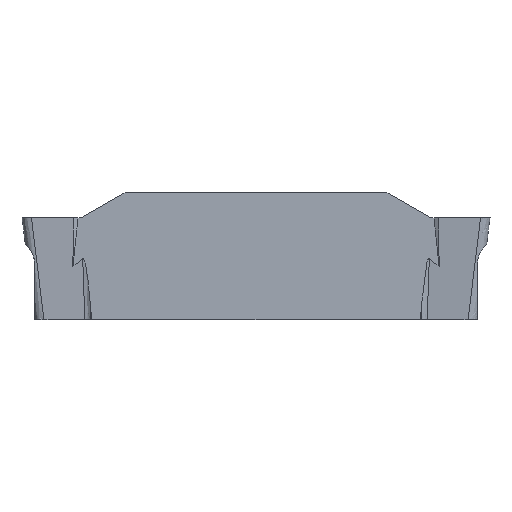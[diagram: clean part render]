
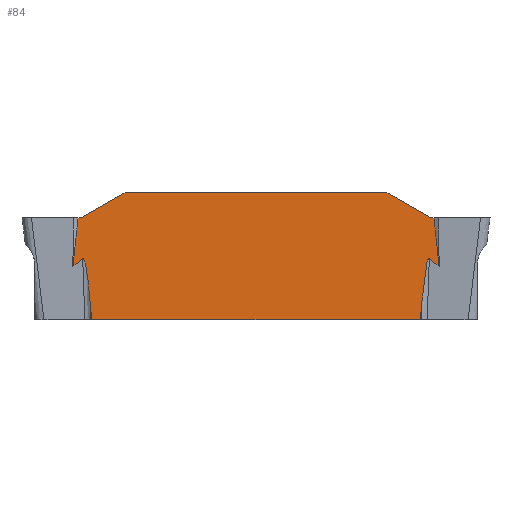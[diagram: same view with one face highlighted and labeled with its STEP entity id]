
A CAD part, left-side view. The second image highlights one B-rep face of the part: STEP entity #84.
In plain terms, the highlighted planar face has unit normal (-1, 0, 0).
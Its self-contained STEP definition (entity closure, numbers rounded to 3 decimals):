
#43=CIRCLE('',#749,0.25);
#44=CIRCLE('',#750,0.25);
#59=B_SPLINE_CURVE_WITH_KNOTS('',3,(#1152,#1153,#1154,#1155,#1156,#1157,
#1158,#1159,#1160,#1161,#1162,#1163,#1164,#1165,#1166,#1167,#1168,#1169,
#1170,#1171,#1172,#1173,#1174,#1175,#1176,#1177,#1178,#1179),
 .UNSPECIFIED.,.F.,.F.,(4,3,3,3,3,3,3,3,3,4),(0.,0.004,0.008,
0.011,0.016,0.024,0.052,
0.187,0.723,1.),.UNSPECIFIED.);
#60=B_SPLINE_CURVE_WITH_KNOTS('',3,(#1184,#1185,#1186,#1187,#1188,#1189,
#1190,#1191,#1192,#1193,#1194,#1195,#1196,#1197,#1198,#1199,#1200,#1201,
#1202,#1203,#1204,#1205,#1206,#1207,#1208,#1209,#1210,#1211,#1212,#1213,
#1214,#1215,#1216,#1217,#1218,#1219,#1220,#1221,#1222,#1223,#1224,#1225,
#1226),.UNSPECIFIED.,.F.,.F.,(4,3,3,3,3,3,3,3,3,3,3,3,3,3,4),(0.,0.314,
0.647,0.814,0.881,0.921,
0.945,0.961,0.975,0.982,
0.987,0.991,0.994,0.998,
1.),.UNSPECIFIED.);
#84=ADVANCED_FACE('SIDE_IB_1_SU5',(#144),#118,.F.);
#118=PLANE('',#751);
#144=FACE_OUTER_BOUND('',#180,.T.);
#180=EDGE_LOOP('',(#247,#248,#249,#250,#251,#252,#253,#254,#255,#256,#257,
#258,#259,#260,#261,#262));
#247=ORIENTED_EDGE('',*,*,#515,.T.);
#248=ORIENTED_EDGE('',*,*,#516,.T.);
#249=ORIENTED_EDGE('',*,*,#517,.T.);
#250=ORIENTED_EDGE('',*,*,#518,.T.);
#251=ORIENTED_EDGE('',*,*,#494,.F.);
#252=ORIENTED_EDGE('',*,*,#519,.T.);
#253=ORIENTED_EDGE('',*,*,#520,.T.);
#254=ORIENTED_EDGE('',*,*,#521,.T.);
#255=ORIENTED_EDGE('',*,*,#522,.T.);
#256=ORIENTED_EDGE('',*,*,#523,.F.);
#257=ORIENTED_EDGE('',*,*,#524,.F.);
#258=ORIENTED_EDGE('',*,*,#525,.F.);
#259=ORIENTED_EDGE('',*,*,#526,.F.);
#260=ORIENTED_EDGE('',*,*,#527,.F.);
#261=ORIENTED_EDGE('',*,*,#528,.F.);
#262=ORIENTED_EDGE('',*,*,#529,.F.);
#426=VERTEX_POINT('',#958);
#427=VERTEX_POINT('',#960);
#443=VERTEX_POINT('',#1148);
#444=VERTEX_POINT('',#1149);
#445=VERTEX_POINT('',#1151);
#446=VERTEX_POINT('',#1180);
#447=VERTEX_POINT('',#1183);
#448=VERTEX_POINT('',#1227);
#449=VERTEX_POINT('',#1229);
#450=VERTEX_POINT('',#1231);
#451=VERTEX_POINT('',#1233);
#452=VERTEX_POINT('',#1235);
#453=VERTEX_POINT('',#1237);
#454=VERTEX_POINT('',#1239);
#455=VERTEX_POINT('',#1241);
#456=VERTEX_POINT('',#1243);
#494=EDGE_CURVE('',#426,#427,#592,.T.);
#515=EDGE_CURVE('',#443,#444,#601,.T.);
#516=EDGE_CURVE('',#444,#445,#602,.T.);
#517=EDGE_CURVE('',#445,#446,#59,.T.);
#518=EDGE_CURVE('',#446,#427,#603,.T.);
#519=EDGE_CURVE('',#426,#447,#604,.T.);
#520=EDGE_CURVE('',#447,#448,#60,.T.);
#521=EDGE_CURVE('',#448,#449,#605,.T.);
#522=EDGE_CURVE('',#449,#450,#606,.T.);
#523=EDGE_CURVE('',#451,#450,#607,.T.);
#524=EDGE_CURVE('',#452,#451,#43,.T.);
#525=EDGE_CURVE('',#453,#452,#608,.T.);
#526=EDGE_CURVE('',#454,#453,#609,.T.);
#527=EDGE_CURVE('',#455,#454,#610,.T.);
#528=EDGE_CURVE('',#456,#455,#44,.T.);
#529=EDGE_CURVE('',#443,#456,#611,.T.);
#592=LINE('',#959,#650);
#601=LINE('',#1147,#659);
#602=LINE('',#1150,#660);
#603=LINE('',#1181,#661);
#604=LINE('',#1182,#662);
#605=LINE('',#1228,#663);
#606=LINE('',#1230,#664);
#607=LINE('',#1232,#665);
#608=LINE('',#1236,#666);
#609=LINE('',#1238,#667);
#610=LINE('',#1240,#668);
#611=LINE('',#1244,#669);
#650=VECTOR('',#789,1.);
#659=VECTOR('',#808,1.);
#660=VECTOR('',#809,1.);
#661=VECTOR('',#810,1.);
#662=VECTOR('',#811,1.);
#663=VECTOR('',#812,1.);
#664=VECTOR('',#813,1.);
#665=VECTOR('',#814,1.);
#666=VECTOR('',#817,1.);
#667=VECTOR('',#818,1.);
#668=VECTOR('',#819,1.);
#669=VECTOR('',#822,1.);
#749=AXIS2_PLACEMENT_3D('',#1234,#815,#816);
#750=AXIS2_PLACEMENT_3D('',#1242,#820,#821);
#751=AXIS2_PLACEMENT_3D('',#1245,#823,#824);
#789=DIRECTION('',(0.,1.,0.));
#808=DIRECTION('',(0.,0.104,-0.995));
#809=DIRECTION('',(0.,-0.769,0.64));
#810=DIRECTION('',(0.,-0.087,-0.996));
#811=DIRECTION('',(0.,-0.087,0.996));
#812=DIRECTION('',(0.,-0.769,-0.64));
#813=DIRECTION('',(0.,0.104,0.995));
#814=DIRECTION('',(0.,-1.,0.));
#815=DIRECTION('',(-1.,0.,0.));
#816=DIRECTION('',(0.,0.,-1.));
#817=DIRECTION('',(0.,-0.866,-0.5));
#818=DIRECTION('',(0.,-1.,0.));
#819=DIRECTION('',(0.,-0.866,0.5));
#820=DIRECTION('',(-1.,0.,0.));
#821=DIRECTION('',(0.,0.,-1.));
#822=DIRECTION('',(0.,-1.,0.));
#823=DIRECTION('',(1.,0.,0.));
#824=DIRECTION('',(0.,0.,-1.));
#958=CARTESIAN_POINT('',(-1.,-7.306,-4.54));
#959=CARTESIAN_POINT('',(-1.,0.,-4.54));
#960=CARTESIAN_POINT('',(-1.,7.306,-4.54));
#1147=CARTESIAN_POINT('',(-1.,7.831,0.821));
#1148=CARTESIAN_POINT('',(-1.,7.917,0.));
#1149=CARTESIAN_POINT('',(-1.,8.145,-2.176));
#1150=CARTESIAN_POINT('',(-1.,2.263,2.719));
#1151=CARTESIAN_POINT('',(-1.,7.705,-1.81));
#1152=CARTESIAN_POINT('',(-1.,7.705,-1.81));
#1153=CARTESIAN_POINT('',(-1.,7.703,-1.808));
#1154=CARTESIAN_POINT('',(-1.,7.701,-1.807));
#1155=CARTESIAN_POINT('',(-1.,7.698,-1.806));
#1156=CARTESIAN_POINT('',(-1.,7.696,-1.805));
#1157=CARTESIAN_POINT('',(-1.,7.693,-1.804));
#1158=CARTESIAN_POINT('',(-1.,7.691,-1.804));
#1159=CARTESIAN_POINT('',(-1.,7.689,-1.804));
#1160=CARTESIAN_POINT('',(-1.,7.686,-1.804));
#1161=CARTESIAN_POINT('',(-1.,7.684,-1.805));
#1162=CARTESIAN_POINT('',(-1.,7.681,-1.806));
#1163=CARTESIAN_POINT('',(-1.,7.678,-1.807));
#1164=CARTESIAN_POINT('',(-1.,7.676,-1.809));
#1165=CARTESIAN_POINT('',(-1.,7.672,-1.812));
#1166=CARTESIAN_POINT('',(-1.,7.668,-1.816));
#1167=CARTESIAN_POINT('',(-1.,7.664,-1.82));
#1168=CARTESIAN_POINT('',(-1.,7.653,-1.835));
#1169=CARTESIAN_POINT('',(-1.,7.645,-1.852));
#1170=CARTESIAN_POINT('',(-1.,7.638,-1.869));
#1171=CARTESIAN_POINT('',(-1.,7.605,-1.951));
#1172=CARTESIAN_POINT('',(-1.,7.588,-2.038));
#1173=CARTESIAN_POINT('',(-1.,7.57,-2.125));
#1174=CARTESIAN_POINT('',(-1.,7.502,-2.468));
#1175=CARTESIAN_POINT('',(-1.,7.466,-2.817));
#1176=CARTESIAN_POINT('',(-1.,7.43,-3.165));
#1177=CARTESIAN_POINT('',(-1.,7.411,-3.345));
#1178=CARTESIAN_POINT('',(-1.,7.394,-3.525));
#1179=CARTESIAN_POINT('',(-1.,7.379,-3.705));
#1180=CARTESIAN_POINT('',(-1.,7.379,-3.705));
#1181=CARTESIAN_POINT('',(-1.,7.644,-0.669));
#1182=CARTESIAN_POINT('',(-1.,-7.644,-0.669));
#1183=CARTESIAN_POINT('',(-1.,-7.379,-3.705));
#1184=CARTESIAN_POINT('',(-1.,-7.379,-3.705));
#1185=CARTESIAN_POINT('',(-1.,-7.396,-3.5));
#1186=CARTESIAN_POINT('',(-1.,-7.416,-3.296));
#1187=CARTESIAN_POINT('',(-1.,-7.437,-3.092));
#1188=CARTESIAN_POINT('',(-1.,-7.46,-2.876));
#1189=CARTESIAN_POINT('',(-1.,-7.485,-2.66));
#1190=CARTESIAN_POINT('',(-1.,-7.517,-2.445));
#1191=CARTESIAN_POINT('',(-1.,-7.532,-2.337));
#1192=CARTESIAN_POINT('',(-1.,-7.55,-2.229));
#1193=CARTESIAN_POINT('',(-1.,-7.571,-2.122));
#1194=CARTESIAN_POINT('',(-1.,-7.58,-2.079));
#1195=CARTESIAN_POINT('',(-1.,-7.589,-2.036));
#1196=CARTESIAN_POINT('',(-1.,-7.6,-1.993));
#1197=CARTESIAN_POINT('',(-1.,-7.606,-1.968));
#1198=CARTESIAN_POINT('',(-1.,-7.613,-1.942));
#1199=CARTESIAN_POINT('',(-1.,-7.621,-1.917));
#1200=CARTESIAN_POINT('',(-1.,-7.626,-1.902));
#1201=CARTESIAN_POINT('',(-1.,-7.631,-1.887));
#1202=CARTESIAN_POINT('',(-1.,-7.637,-1.872));
#1203=CARTESIAN_POINT('',(-1.,-7.641,-1.863));
#1204=CARTESIAN_POINT('',(-1.,-7.645,-1.854));
#1205=CARTESIAN_POINT('',(-1.,-7.649,-1.845));
#1206=CARTESIAN_POINT('',(-1.,-7.653,-1.837));
#1207=CARTESIAN_POINT('',(-1.,-7.658,-1.829));
#1208=CARTESIAN_POINT('',(-1.,-7.664,-1.821));
#1209=CARTESIAN_POINT('',(-1.,-7.666,-1.818));
#1210=CARTESIAN_POINT('',(-1.,-7.669,-1.814));
#1211=CARTESIAN_POINT('',(-1.,-7.673,-1.811));
#1212=CARTESIAN_POINT('',(-1.,-7.675,-1.809));
#1213=CARTESIAN_POINT('',(-1.,-7.678,-1.807));
#1214=CARTESIAN_POINT('',(-1.,-7.681,-1.806));
#1215=CARTESIAN_POINT('',(-1.,-7.684,-1.805));
#1216=CARTESIAN_POINT('',(-1.,-7.686,-1.804));
#1217=CARTESIAN_POINT('',(-1.,-7.688,-1.804));
#1218=CARTESIAN_POINT('',(-1.,-7.69,-1.804));
#1219=CARTESIAN_POINT('',(-1.,-7.693,-1.804));
#1220=CARTESIAN_POINT('',(-1.,-7.695,-1.805));
#1221=CARTESIAN_POINT('',(-1.,-7.698,-1.805));
#1222=CARTESIAN_POINT('',(-1.,-7.7,-1.807));
#1223=CARTESIAN_POINT('',(-1.,-7.702,-1.808));
#1224=CARTESIAN_POINT('',(-1.,-7.703,-1.809));
#1225=CARTESIAN_POINT('',(-1.,-7.704,-1.809));
#1226=CARTESIAN_POINT('',(-1.,-7.705,-1.81));
#1227=CARTESIAN_POINT('',(-1.,-7.705,-1.81));
#1228=CARTESIAN_POINT('',(-1.,-2.263,2.719));
#1229=CARTESIAN_POINT('',(-1.,-8.145,-2.176));
#1230=CARTESIAN_POINT('',(-1.,-7.831,0.821));
#1231=CARTESIAN_POINT('',(-1.,-7.917,0.));
#1232=CARTESIAN_POINT('',(-1.,0.,0.));
#1233=CARTESIAN_POINT('',(-1.,-7.822,0.));
#1234=CARTESIAN_POINT('',(-1.,-7.822,0.25));
#1235=CARTESIAN_POINT('',(-1.,-7.697,0.033));
#1236=CARTESIAN_POINT('',(-1.,-1.939,3.358));
#1237=CARTESIAN_POINT('',(-1.,-5.78,1.14));
#1238=CARTESIAN_POINT('',(-1.,0.,1.14));
#1239=CARTESIAN_POINT('',(-1.,5.78,1.14));
#1240=CARTESIAN_POINT('',(-1.,1.939,3.358));
#1241=CARTESIAN_POINT('',(-1.,7.697,0.033));
#1242=CARTESIAN_POINT('',(-1.,7.822,0.25));
#1243=CARTESIAN_POINT('',(-1.,7.822,0.));
#1244=CARTESIAN_POINT('',(-1.,0.,0.));
#1245=CARTESIAN_POINT('',(-1.,0.,0.));
